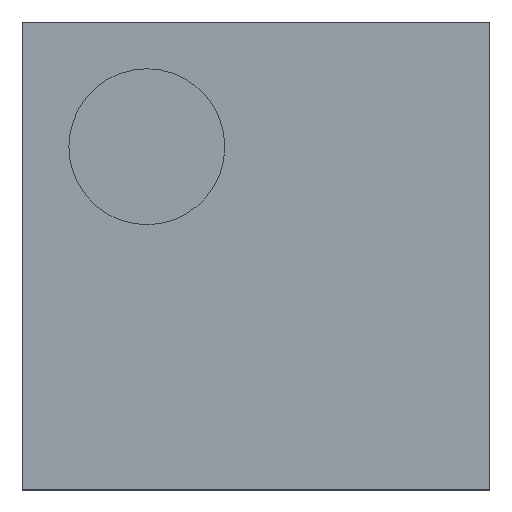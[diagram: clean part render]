
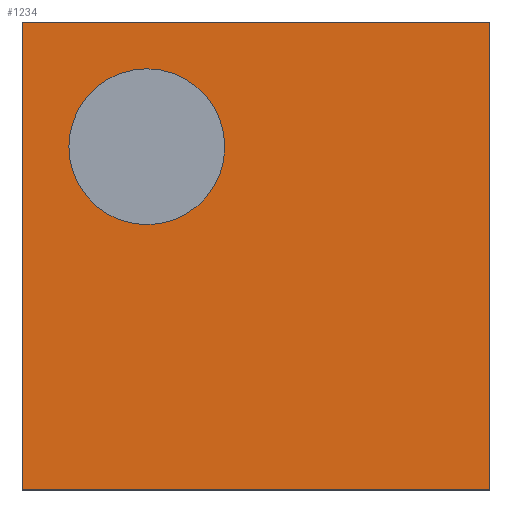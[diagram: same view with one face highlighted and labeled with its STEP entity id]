
A CAD part, top view. The second image highlights one B-rep face of the part: STEP entity #1234.
In plain terms, the highlighted planar face has unit normal (0, 0, 1).
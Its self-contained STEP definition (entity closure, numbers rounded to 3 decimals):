
#16=FACE_BOUND('',#187,.T.);
#38=CIRCLE('',#1290,0.25);
#111=FACE_OUTER_BOUND('',#186,.T.);
#186=EDGE_LOOP('',(#987,#988,#989,#990));
#187=EDGE_LOOP('',(#991));
#299=LINE('',#1916,#443);
#301=LINE('',#1920,#445);
#303=LINE('',#1924,#447);
#305=LINE('',#1927,#449);
#443=VECTOR('',#1557,1.5);
#445=VECTOR('',#1561,1.5);
#447=VECTOR('',#1565,1.5);
#449=VECTOR('',#1569,1.5);
#521=VERTEX_POINT('',#1756);
#574=VERTEX_POINT('',#1913);
#575=VERTEX_POINT('',#1915);
#576=VERTEX_POINT('',#1919);
#577=VERTEX_POINT('',#1923);
#639=EDGE_CURVE('',#521,#521,#38,.T.);
#717=EDGE_CURVE('',#575,#574,#299,.T.);
#719=EDGE_CURVE('',#576,#575,#301,.T.);
#721=EDGE_CURVE('',#577,#576,#303,.T.);
#723=EDGE_CURVE('',#574,#577,#305,.T.);
#987=ORIENTED_EDGE('',*,*,#723,.T.);
#988=ORIENTED_EDGE('',*,*,#721,.T.);
#989=ORIENTED_EDGE('',*,*,#719,.T.);
#990=ORIENTED_EDGE('',*,*,#717,.T.);
#991=ORIENTED_EDGE('',*,*,#639,.T.);
#1165=PLANE('',#1333);
#1234=ADVANCED_FACE('',(#111,#16),#1165,.T.);
#1290=AXIS2_PLACEMENT_3D('',#1757,#1412,#1413);
#1333=AXIS2_PLACEMENT_3D('',#1928,#1570,#1571);
#1412=DIRECTION('center_axis',(0.,0.,-1.));
#1413=DIRECTION('ref_axis',(-1.,0.,0.));
#1557=DIRECTION('',(0.,1.,0.));
#1561=DIRECTION('',(1.,0.,0.));
#1565=DIRECTION('',(0.,-1.,0.));
#1569=DIRECTION('',(-1.,0.,0.));
#1570=DIRECTION('center_axis',(0.,0.,1.));
#1571=DIRECTION('ref_axis',(1.,0.,0.));
#1756=CARTESIAN_POINT('',(-0.1,0.35,0.5));
#1757=CARTESIAN_POINT('Origin',(-0.35,0.35,0.5));
#1913=CARTESIAN_POINT('',(0.75,0.75,0.5));
#1915=CARTESIAN_POINT('',(0.75,-0.75,0.5));
#1916=CARTESIAN_POINT('',(0.75,0.75,0.5));
#1919=CARTESIAN_POINT('',(-0.75,-0.75,0.5));
#1920=CARTESIAN_POINT('',(0.75,-0.75,0.5));
#1923=CARTESIAN_POINT('',(-0.75,0.75,0.5));
#1924=CARTESIAN_POINT('',(-0.75,-0.75,0.5));
#1927=CARTESIAN_POINT('',(-0.75,0.75,0.5));
#1928=CARTESIAN_POINT('Origin',(0.,0.,0.5));
